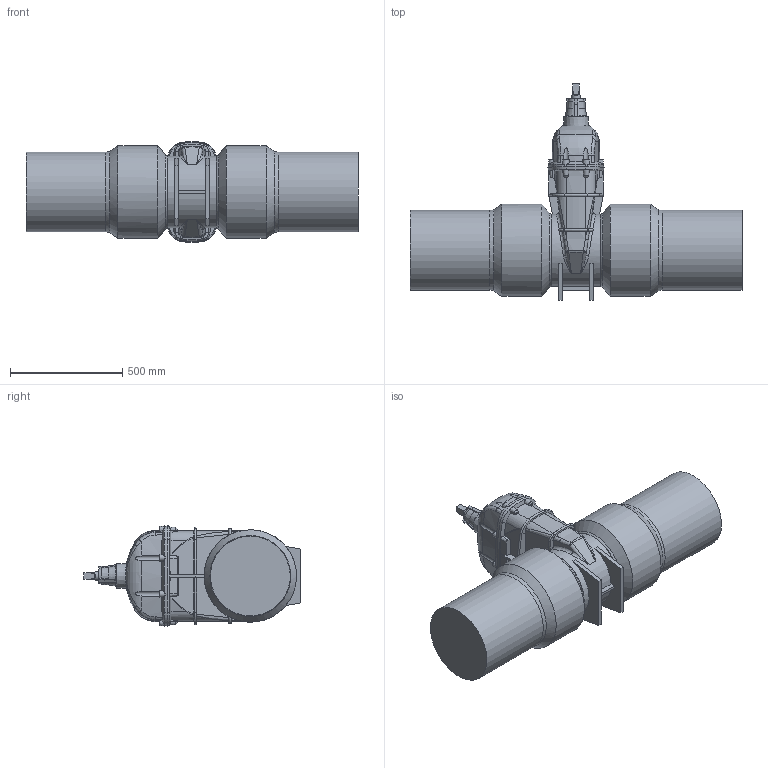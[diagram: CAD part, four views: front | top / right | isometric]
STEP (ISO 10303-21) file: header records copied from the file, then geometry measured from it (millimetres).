
FILE_DESCRIPTION (( 'STEP AP203' ), '1' );
FILE_NAME ('O_36_80_DN300.STEP', '2014-12-04T06:46:50', ( 'ken' ), ( '' ), 'SwSTEP 2.0', 'SolidWorks 2012', '' );
FILE_SCHEMA (( 'CONFIG_CONTROL_DESIGN' ));
Length unit declared in the file: millimetre
Products named in the file (1): O_36_80_DN300
Bounding box: 1475.9 x 961.5 x 447.32 mm (x, y, z)
Volume: 187655085.5 mm3; surface area: 2685821.9 mm2
Topology: 1 solids, 1 shells, 384 faces, 1017 edges, 631 vertices
Faces by surface type: cone 128, plane 118, bspline 58, cylinder 52, torus 28
Full cylindrical faces by diameter (mm): 40 x1, 319 x1, 355 x2, 410.6 x2
Entity records: 16618 total; most frequent: CARTESIAN_POINT 8296, ORIENTED_EDGE 1954, DIRECTION 1434, EDGE_CURVE 977, VERTEX_POINT 618, AXIS2_PLACEMENT_3D 591, EDGE_LOOP 407, FACE_OUTER_BOUND 391
